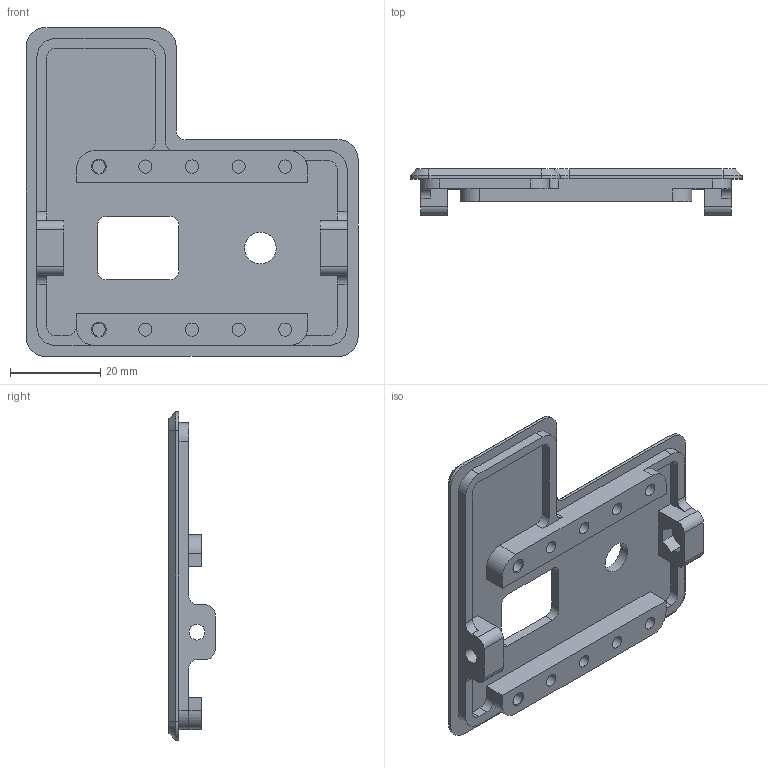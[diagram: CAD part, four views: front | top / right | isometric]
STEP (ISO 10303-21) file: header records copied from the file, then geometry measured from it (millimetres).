
FILE_DESCRIPTION(/* description */ (''),/* implementation_level */ '2;1');
FILE_NAME(/* name */ 'Lid.step',/* time_stamp */ '2025-10-04T13:56:44+02:00',/* author */ (''),/* organization */ (''),/* preprocessor_version */ 'ST-DEVELOPER v20.1',/* originating_system */ 'Autodesk Translation Framework v14.17.0.0',/* authorisation */ '');
FILE_SCHEMA (('AUTOMOTIVE_DESIGN { 1 0 10303 214 3 1 1 }'));
Length unit declared in the file: millimetre
Products named in the file (2): Lid; Logo
Assembly tree (1 placements, depth 2):
  Lid
    Logo
Bounding box: 73.4 x 10.2 x 72.7 mm (x, y, z)
Volume: 13232.6 mm3; surface area: 11695.1 mm2
Topology: 1 solids, 1 shells, 455 faces, 1286 edges, 853 vertices
Faces by surface type: bspline 306, plane 93, cylinder 48, cone 8
Full cylindrical faces by diameter (mm): 2.9 x10, 3.5 x2, 7 x1
Entity records: 28405 total; most frequent: CARTESIAN_POINT 18564, ORIENTED_EDGE 2572, EDGE_CURVE 1286, DIRECTION 1086, VERTEX_POINT 853, B_SPLINE_CURVE_WITH_KNOTS 612, LINE 566, VECTOR 566
